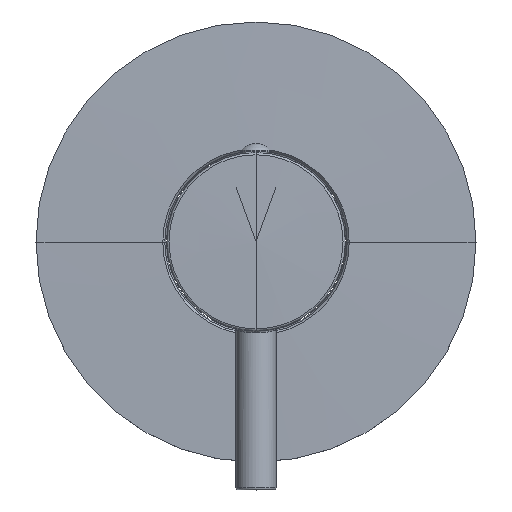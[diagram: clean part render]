
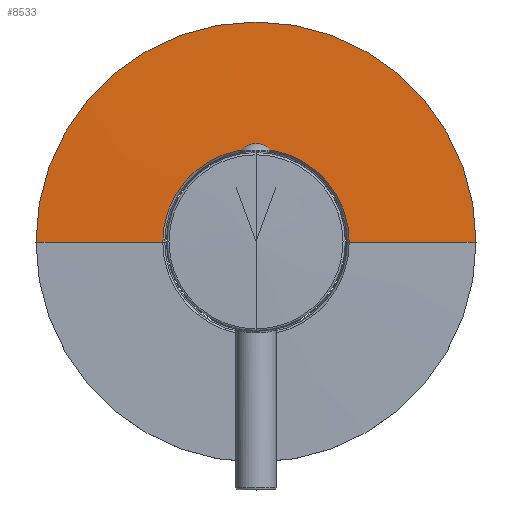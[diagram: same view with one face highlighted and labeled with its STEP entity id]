
A CAD part, top view. The second image highlights one B-rep face of the part: STEP entity #8533.
In plain terms, the highlighted conical face has half-angle 89 degrees and reference radius 39.154 mm.
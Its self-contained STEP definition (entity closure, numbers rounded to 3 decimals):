
#7971=DIRECTION('',(-1.,0.,0.017));
#7972=VECTOR('',#7971,31.696);
#7973=CARTESIAN_POINT('',(55.,0.,-3.062));
#7974=LINE('',#7973,#7972);
#7980=DIRECTION('',(1.,0.,0.017));
#7981=VECTOR('',#7980,31.696);
#7982=CARTESIAN_POINT('',(-55.,0.,-3.062));
#7983=LINE('',#7982,#7981);
#8010=CARTESIAN_POINT('',(0.,0.,-2.509));
#8011=DIRECTION('',(0.,0.,1.));
#8012=DIRECTION('',(1.,0.,0.));
#8013=AXIS2_PLACEMENT_3D('',#8010,#8011,#8012);
#8015=CARTESIAN_POINT('',(0.,0.,-3.062));
#8016=DIRECTION('',(0.,0.,-1.));
#8017=DIRECTION('',(-1.,0.,0.));
#8018=AXIS2_PLACEMENT_3D('',#8015,#8016,#8017);
#8111=CARTESIAN_POINT('',(-55.,0.,-3.062));
#8113=VERTEX_POINT('',#8111);
#8123=CARTESIAN_POINT('',(55.,0.,-3.062));
#8125=VERTEX_POINT('',#8123);
#8154=CARTESIAN_POINT('',(23.309,0.,
-2.509));
#8155=CARTESIAN_POINT('',(-23.309,0.,-2.509));
#8156=VERTEX_POINT('',#8154);
#8157=VERTEX_POINT('',#8155);
#8522=CARTESIAN_POINT('',(0.,0.,-2.785));
#8523=DIRECTION('',(0.,0.,-1.));
#8524=DIRECTION('',(1.,0.,0.));
#8525=AXIS2_PLACEMENT_3D('',#8522,#8523,#8524);
#8526=CONICAL_SURFACE('',#8525,39.154,89.);
#8527=ORIENTED_EDGE('',*,*,#8509,.T.);
#8528=ORIENTED_EDGE('',*,*,#8425,.F.);
#8529=ORIENTED_EDGE('',*,*,#8383,.T.);
#8530=ORIENTED_EDGE('',*,*,#8422,.T.);
#8531=EDGE_LOOP('',(#8527,#8528,#8529,#8530));
#8532=FACE_OUTER_BOUND('',#8531,.F.);
#8533=ADVANCED_FACE('',(#8532),#8526,.T.);
#8014=CIRCLE('',#8013,23.309);
#8019=CIRCLE('',#8018,55.);
#8383=EDGE_CURVE('',#8113,#8125,#8019,.T.);
#8422=EDGE_CURVE('',#8125,#8156,#7974,.T.);
#8425=EDGE_CURVE('',#8113,#8157,#7983,.T.);
#8509=EDGE_CURVE('',#8156,#8157,#8014,.T.);
